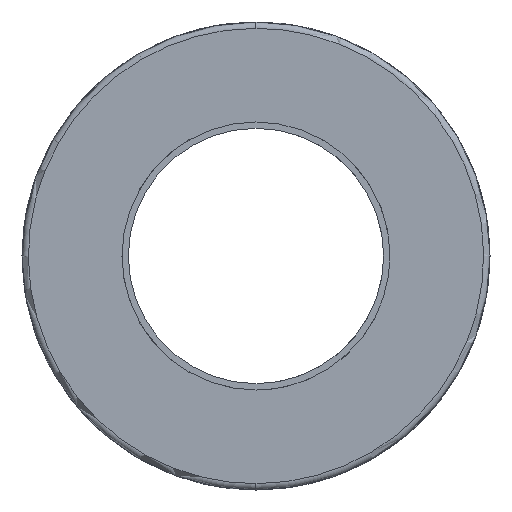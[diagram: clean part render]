
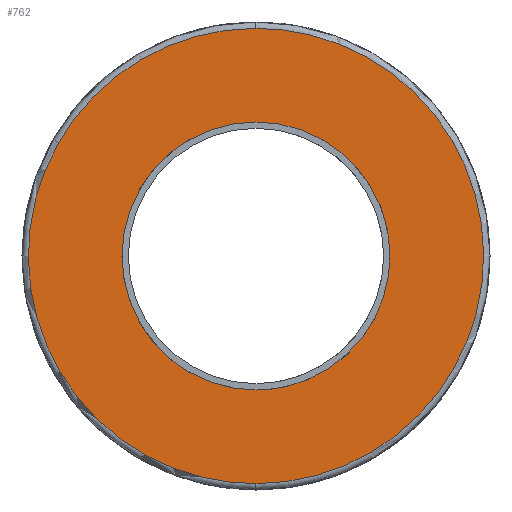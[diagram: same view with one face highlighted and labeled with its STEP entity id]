
A CAD part, left-side view. The second image highlights one B-rep face of the part: STEP entity #762.
In plain terms, the highlighted planar face has unit normal (-1, 0, 0).
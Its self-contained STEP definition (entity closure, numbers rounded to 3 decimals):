
#596=AXIS2_PLACEMENT_3D('Circle Axis2P3D',#594,#595,$) ;
#702=AXIS2_PLACEMENT_3D('Plane Axis2P3D',#699,#700,#701) ;
#584=CARTESIAN_POINT('Vertex',(0.,0.,-6.3)) ;
#591=CARTESIAN_POINT('Vertex',(0.,0.,6.3)) ;
#594=CARTESIAN_POINT('Axis2P3D Location',(0.,0.,0.)) ;
#612=CARTESIAN_POINT('Control Point',(0.,0.,6.3)) ;
#613=CARTESIAN_POINT('Control Point',(0.,-0.99,6.3)) ;
#614=CARTESIAN_POINT('Control Point',(0.,-1.979,6.106)) ;
#615=CARTESIAN_POINT('Control Point',(0.,-2.918,5.717)) ;
#616=CARTESIAN_POINT('Control Point',(0.,-4.592,4.592)) ;
#617=CARTESIAN_POINT('Control Point',(0.,-5.717,2.918)) ;
#618=CARTESIAN_POINT('Control Point',(0.,-6.106,1.979)) ;
#619=CARTESIAN_POINT('Control Point',(0.,-6.494,0.)) ;
#620=CARTESIAN_POINT('Control Point',(0.,-6.106,-1.979)) ;
#621=CARTESIAN_POINT('Control Point',(0.,-5.717,-2.918)) ;
#622=CARTESIAN_POINT('Control Point',(0.,-4.592,-4.592)) ;
#623=CARTESIAN_POINT('Control Point',(0.,-2.918,-5.717)) ;
#624=CARTESIAN_POINT('Control Point',(0.,-1.979,-6.106)) ;
#625=CARTESIAN_POINT('Control Point',(0.,-0.99,-6.3)) ;
#626=CARTESIAN_POINT('Control Point',(0.,0.,-6.3)) ;
#699=CARTESIAN_POINT('Axis2P3D Location',(0.,0.,-5.5)) ;
#705=CARTESIAN_POINT('Control Point',(0.,0.,10.7)) ;
#706=CARTESIAN_POINT('Control Point',(0.,1.122,10.7)) ;
#707=CARTESIAN_POINT('Control Point',(0.,2.243,10.553)) ;
#708=CARTESIAN_POINT('Control Point',(0.,3.34,10.259)) ;
#709=CARTESIAN_POINT('Control Point',(0.,5.429,9.391)) ;
#710=CARTESIAN_POINT('Control Point',(0.,7.224,8.013)) ;
#711=CARTESIAN_POINT('Control Point',(0.,8.026,7.21)) ;
#712=CARTESIAN_POINT('Control Point',(0.,9.4,5.413)) ;
#713=CARTESIAN_POINT('Control Point',(0.,10.265,3.322)) ;
#714=CARTESIAN_POINT('Control Point',(0.,10.557,2.225)) ;
#715=CARTESIAN_POINT('Control Point',(0.,10.847,-0.019)) ;
#716=CARTESIAN_POINT('Control Point',(0.,10.549,-2.262)) ;
#717=CARTESIAN_POINT('Control Point',(0.,10.253,-3.358)) ;
#718=CARTESIAN_POINT('Control Point',(0.,9.381,-5.445)) ;
#719=CARTESIAN_POINT('Control Point',(0.,8.001,-7.238)) ;
#720=CARTESIAN_POINT('Control Point',(0.,7.196,-8.038)) ;
#721=CARTESIAN_POINT('Control Point',(0.,5.402,-9.405)) ;
#722=CARTESIAN_POINT('Control Point',(0.,3.318,-10.265)) ;
#723=CARTESIAN_POINT('Control Point',(0.,2.229,-10.555)) ;
#724=CARTESIAN_POINT('Control Point',(0.,1.114,-10.7)) ;
#725=CARTESIAN_POINT('Control Point',(0.,0.,-10.7)) ;
#726=CARTESIAN_POINT('Vertex',(0.,0.,10.7)) ;
#728=CARTESIAN_POINT('Vertex',(0.,0.,-10.7)) ;
#732=CARTESIAN_POINT('Control Point',(0.,0.,-10.7)) ;
#733=CARTESIAN_POINT('Control Point',(0.,-1.122,-10.7)) ;
#734=CARTESIAN_POINT('Control Point',(0.,-2.243,-10.553)) ;
#735=CARTESIAN_POINT('Control Point',(0.,-3.34,-10.259)) ;
#736=CARTESIAN_POINT('Control Point',(0.,-5.429,-9.391)) ;
#737=CARTESIAN_POINT('Control Point',(0.,-7.224,-8.013)) ;
#738=CARTESIAN_POINT('Control Point',(0.,-8.026,-7.21)) ;
#739=CARTESIAN_POINT('Control Point',(0.,-9.4,-5.413)) ;
#740=CARTESIAN_POINT('Control Point',(0.,-10.265,-3.322)) ;
#741=CARTESIAN_POINT('Control Point',(0.,-10.557,-2.225)) ;
#742=CARTESIAN_POINT('Control Point',(0.,-10.847,0.019)) ;
#743=CARTESIAN_POINT('Control Point',(0.,-10.549,2.262)) ;
#744=CARTESIAN_POINT('Control Point',(0.,-10.253,3.358)) ;
#745=CARTESIAN_POINT('Control Point',(0.,-9.381,5.445)) ;
#746=CARTESIAN_POINT('Control Point',(0.,-8.001,7.238)) ;
#747=CARTESIAN_POINT('Control Point',(0.,-7.196,8.038)) ;
#748=CARTESIAN_POINT('Control Point',(0.,-5.402,9.405)) ;
#749=CARTESIAN_POINT('Control Point',(0.,-3.318,10.265)) ;
#750=CARTESIAN_POINT('Control Point',(0.,-2.229,10.555)) ;
#751=CARTESIAN_POINT('Control Point',(0.,-1.114,10.7)) ;
#752=CARTESIAN_POINT('Control Point',(0.,0.,10.7)) ;
#595=DIRECTION('Axis2P3D Direction',(1.,0.,0.)) ;
#700=DIRECTION('Axis2P3D Direction',(-1.,0.,0.)) ;
#701=DIRECTION('Axis2P3D XDirection',(0.,1.,0.)) ;
#755=ORIENTED_EDGE('',*,*,#730,.T.) ;
#756=ORIENTED_EDGE('',*,*,#753,.T.) ;
#759=ORIENTED_EDGE('',*,*,#598,.T.) ;
#760=ORIENTED_EDGE('',*,*,#627,.T.) ;
#761=FACE_BOUND('',#758,.T.) ;
#762=ADVANCED_FACE('',(#757,#761),#703,.T.) ;
#611=B_SPLINE_CURVE_WITH_KNOTS('',5,(#612,#613,#614,#615,#616,#617,#618,#619,#620,#621,#622,#623,#624,#625,#626),.UNSPECIFIED.,.F.,.U.,(6,3,3,3,6),(-9.896,-4.948,0.,4.948,9.896),.UNSPECIFIED.) ;
#704=B_SPLINE_CURVE_WITH_KNOTS('',5,(#705,#706,#707,#708,#709,#710,#711,#712,#713,#714,#715,#716,#717,#718,#719,#720,#721,#722,#723,#724,#725),.UNSPECIFIED.,.F.,.U.,(6,3,3,3,3,3,6),(0.,7.932,15.864,23.796,31.727,39.659,47.538),.UNSPECIFIED.) ;
#731=B_SPLINE_CURVE_WITH_KNOTS('',5,(#732,#733,#734,#735,#736,#737,#738,#739,#740,#741,#742,#743,#744,#745,#746,#747,#748,#749,#750,#751,#752),.UNSPECIFIED.,.F.,.U.,(6,3,3,3,3,3,6),(0.,7.932,15.864,23.796,31.727,39.659,47.538),.UNSPECIFIED.) ;
#597=CIRCLE('generated circle',#596,6.3) ;
#598=EDGE_CURVE('',#585,#592,#597,.T.) ;
#627=EDGE_CURVE('',#592,#585,#611,.T.) ;
#730=EDGE_CURVE('',#727,#729,#704,.T.) ;
#753=EDGE_CURVE('',#729,#727,#731,.T.) ;
#754=EDGE_LOOP('',(#755,#756)) ;
#758=EDGE_LOOP('',(#759,#760)) ;
#757=FACE_OUTER_BOUND('',#754,.T.) ;
#703=PLANE('Plane',#702) ;
#585=VERTEX_POINT('',#584) ;
#592=VERTEX_POINT('',#591) ;
#727=VERTEX_POINT('',#726) ;
#729=VERTEX_POINT('',#728) ;
